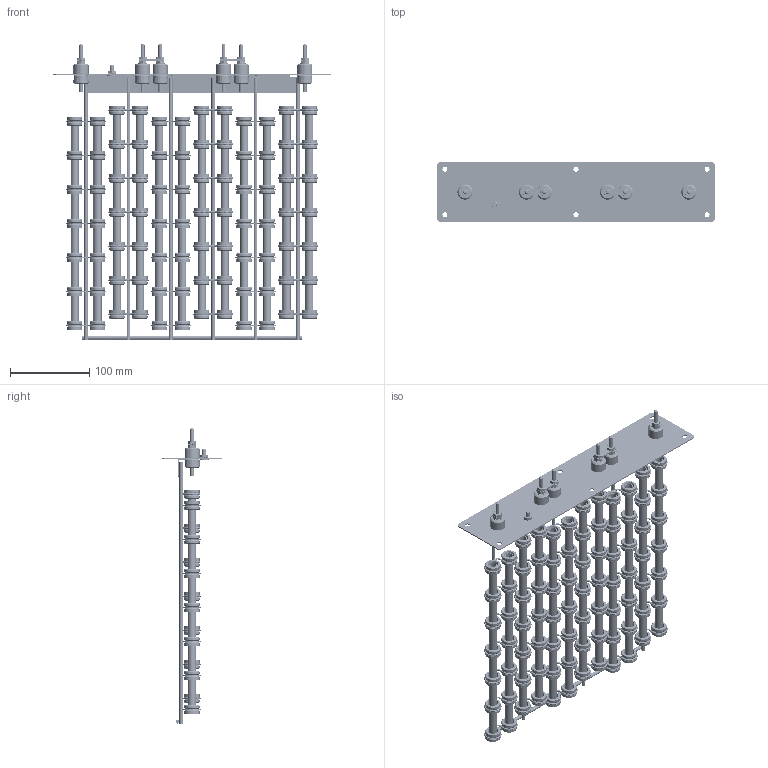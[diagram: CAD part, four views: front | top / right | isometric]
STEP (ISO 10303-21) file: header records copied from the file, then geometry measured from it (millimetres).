
FILE_DESCRIPTION (( 'STEP AP203' ), '1' );
FILE_NAME ('DH12 AUG2017 203.STEP', '2017-08-31T19:21:00', ( '' ), ( '' ), 'SwSTEP 2.0', 'SolidWorks 2017', '' );
FILE_SCHEMA (( 'CONFIG_CONTROL_DESIGN' ));
Length unit declared in the file: inch
Products named in the file (1): DH12 AUG2017 203
Bounding box: 349.25 x 76.2 x 371.46 mm (x, y, z)
Volume: 366702.7 mm3; surface area: 487040.3 mm2
Topology: 187 solids, 187 shells, 5513 faces, 13642 edges, 8548 vertices
Faces by surface type: cylinder 1876, cone 1354, bspline 1332, plane 951
Entity records: 185751 total; most frequent: CARTESIAN_POINT 54908, DIRECTION 29286, ORIENTED_EDGE 27284, EDGE_CURVE 13642, AXIS2_PLACEMENT_3D 12506, VERTEX_POINT 8548, CIRCLE 8324, EDGE_LOOP 5906
